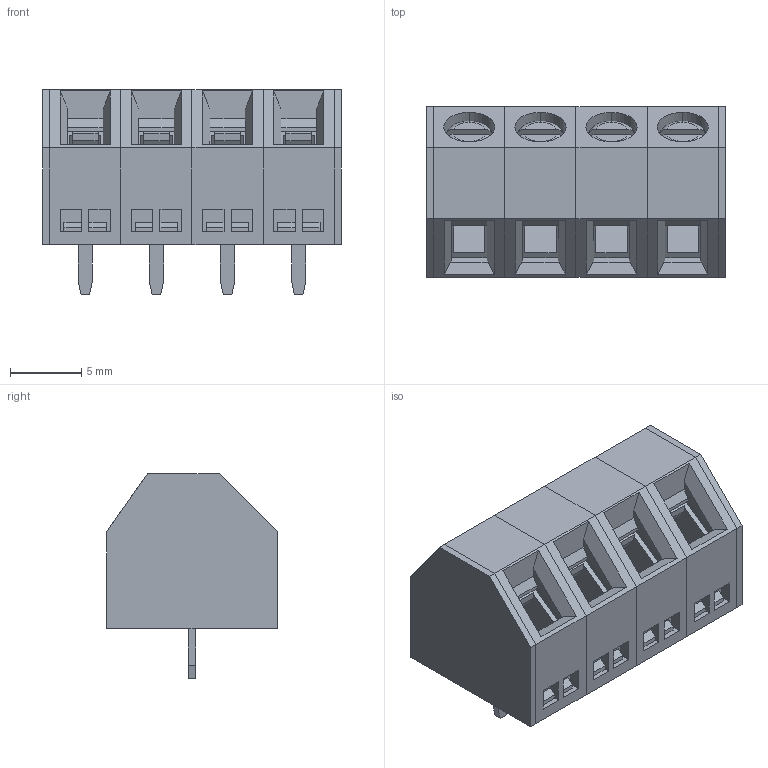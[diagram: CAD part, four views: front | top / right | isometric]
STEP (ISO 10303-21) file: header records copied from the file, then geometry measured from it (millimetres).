
FILE_DESCRIPTION (( 'STEP AP214' ), '1' );
FILE_NAME ('CONN-TH_4P-P5.00_KEFA_KF127S-5.0-4P.STEP', '2024-08-28T08:06:18', ( '' ), ( '' ), 'SwSTEP 2.0', 'SolidWorks 2021', '' );
FILE_SCHEMA (( 'AUTOMOTIVE_DESIGN' ));
Length unit declared in the file: millimetre
Products named in the file (1): CONN-TH_4P-P5.00_KEFA_KF127S-5.0-4P
Bounding box: 21 x 12 x 14.4 mm (x, y, z)
Volume: 1535.2 mm3; surface area: 4603.2 mm2
Topology: 10 solids, 14 shells, 904 faces, 2451 edges, 1630 vertices
Faces by surface type: plane 686, bspline 98, cylinder 92, cone 16, torus 12
Entity records: 38866 total; most frequent: CARTESIAN_POINT 6420, ORIENTED_EDGE 4902, DIRECTION 4073, EDGE_CURVE 2451, VECTOR 1979, LINE 1979, VERTEX_POINT 1630, AXIS2_PLACEMENT_3D 1047
